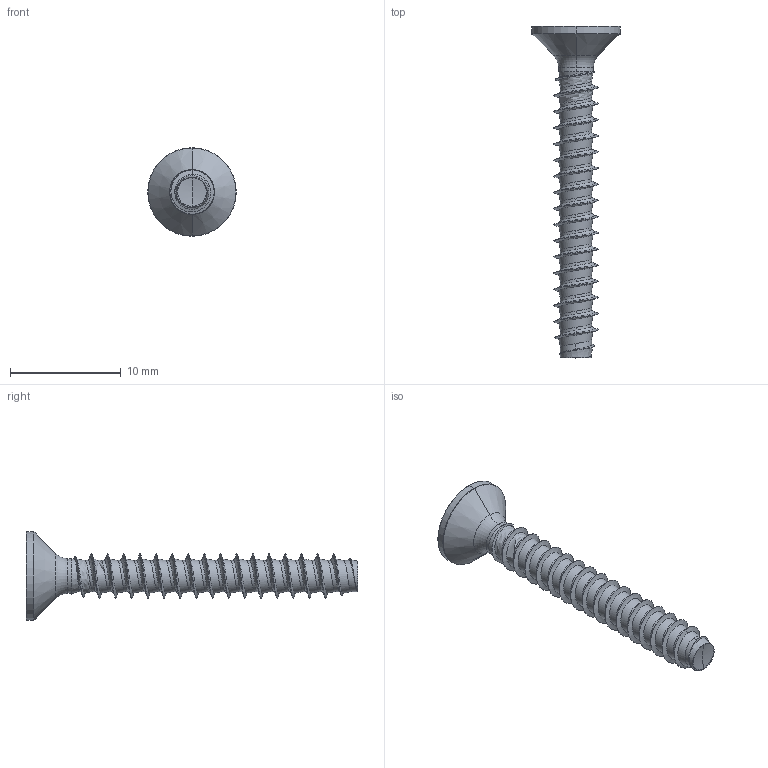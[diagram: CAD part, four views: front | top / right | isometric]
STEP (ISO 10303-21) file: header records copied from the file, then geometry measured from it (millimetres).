
FILE_DESCRIPTION (( 'STEP AP203' ), '1' );
FILE_NAME ('STP410400300.STEP', '2017-08-16T13:55:06', ( '' ), ( '' ), 'SwSTEP 2.0', 'SolidWorks 2015', '' );
FILE_SCHEMA (( 'CONFIG_CONTROL_DESIGN' ));
Length unit declared in the file: millimetre
Products named in the file (1): STP410400300
Bounding box: 8 x 30 x 8 mm (x, y, z)
Volume: 279.4 mm3; surface area: 545.4 mm2
Topology: 1 solids, 1 shells, 119 faces, 303 edges, 186 vertices
Faces by surface type: cylinder 61, bspline 35, cone 13, torus 6, sphere 2, plane 2
Entity records: 33902 total; most frequent: CARTESIAN_POINT 31417, ORIENTED_EDGE 602, DIRECTION 370, EDGE_CURVE 301, VERTEX_POINT 186, AXIS2_PLACEMENT_3D 146, B_SPLINE_CURVE_WITH_KNOTS 127, EDGE_LOOP 121
